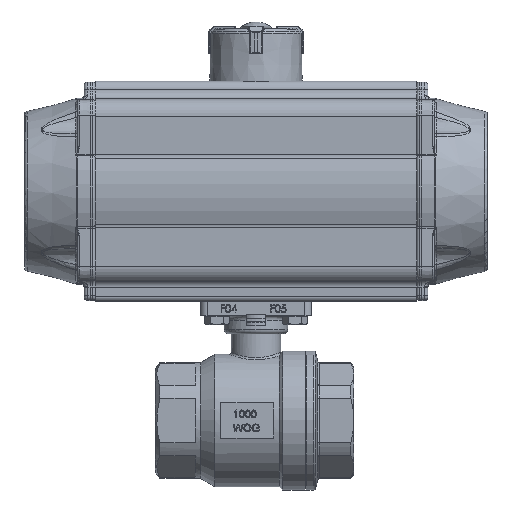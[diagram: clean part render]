
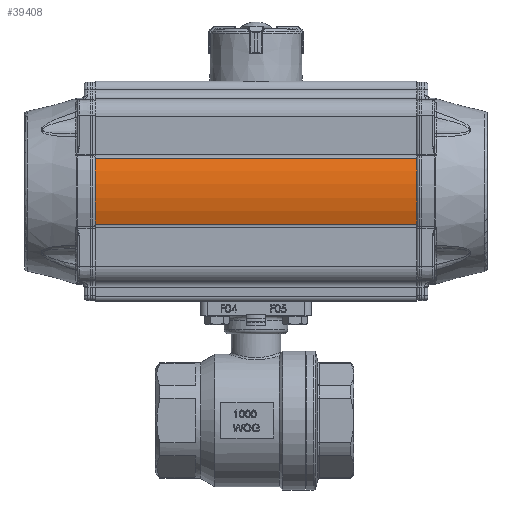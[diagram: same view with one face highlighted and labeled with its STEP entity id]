
A CAD part, top view. The second image highlights one B-rep face of the part: STEP entity #39408.
In plain terms, the highlighted cylindrical face has radius 42.5 mm (diameter 85 mm), a partial arc.
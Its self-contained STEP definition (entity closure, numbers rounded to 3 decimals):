
#5282=LINE('',#83818,#7546);
#5285=LINE('',#83832,#7549);
#7546=VECTOR('',#48410,1000.);
#7549=VECTOR('',#48421,1000.);
#13993=ORIENTED_EDGE('',*,*,#23101,.F.);
#13994=ORIENTED_EDGE('',*,*,#23016,.T.);
#13995=ORIENTED_EDGE('',*,*,#23102,.T.);
#13996=ORIENTED_EDGE('',*,*,#23022,.T.);
#23016=EDGE_CURVE('',#27999,#28000,#5282,.T.);
#23022=EDGE_CURVE('',#28006,#28005,#5285,.T.);
#23101=EDGE_CURVE('',#27999,#28005,#30672,.T.);
#23102=EDGE_CURVE('',#28000,#28006,#30673,.T.);
#27999=VERTEX_POINT('',#83819);
#28000=VERTEX_POINT('',#83820);
#28005=VERTEX_POINT('',#83831);
#28006=VERTEX_POINT('',#83833);
#30672=CIRCLE('',#42517,42.5);
#30673=CIRCLE('',#42518,42.5);
#33023=EDGE_LOOP('',(#13993,#13994,#13995,#13996));
#36046=FACE_BOUND('',#33023,.T.);
#37912=CYLINDRICAL_SURFACE('',#42516,42.5);
#39408=ADVANCED_FACE('',(#36046),#37912,.T.);
#42516=AXIS2_PLACEMENT_3D('',#83997,#48574,#48575);
#42517=AXIS2_PLACEMENT_3D('',#83998,#48576,#48577);
#42518=AXIS2_PLACEMENT_3D('',#83999,#48578,#48579);
#48410=DIRECTION('',(0.,0.,-1.));
#48421=DIRECTION('',(0.,0.,1.));
#48574=DIRECTION('',(0.,0.,1.));
#48575=DIRECTION('',(1.,0.,0.));
#48576=DIRECTION('',(0.,0.,1.));
#48577=DIRECTION('',(1.,0.,0.));
#48578=DIRECTION('',(0.,0.,1.));
#48579=DIRECTION('',(1.,0.,0.));
#83818=CARTESIAN_POINT('',(-39.758,15.018,0.));
#83819=CARTESIAN_POINT('',(-39.758,15.018,146.));
#83820=CARTESIAN_POINT('',(-39.758,15.018,0.));
#83831=CARTESIAN_POINT('',(-39.758,-15.018,146.));
#83832=CARTESIAN_POINT('',(-39.758,-15.018,0.));
#83833=CARTESIAN_POINT('',(-39.758,-15.018,0.));
#83997=CARTESIAN_POINT('',(0.,0.,0.));
#83998=CARTESIAN_POINT('',(0.,0.,146.));
#83999=CARTESIAN_POINT('',(0.,0.,0.));
